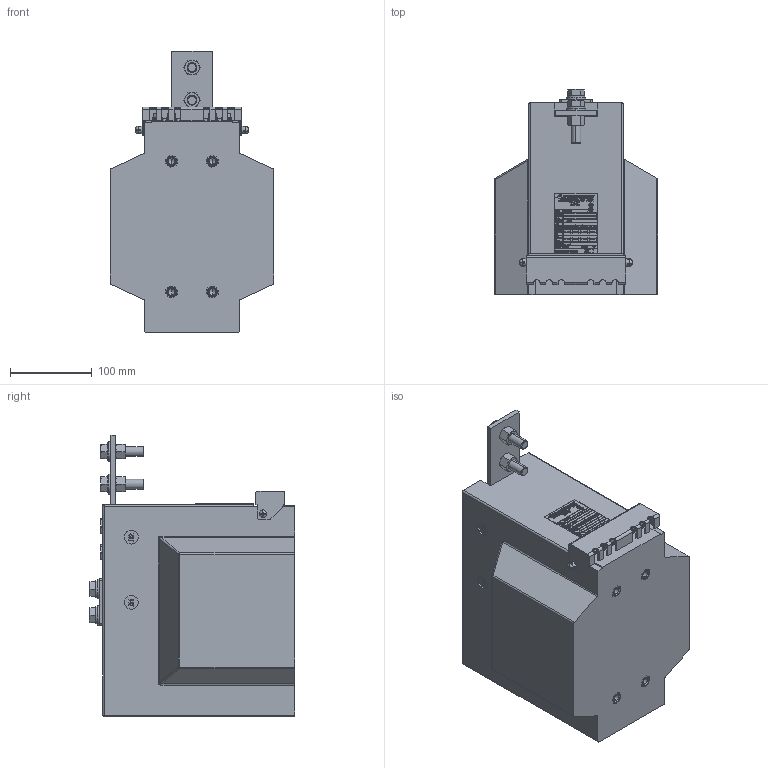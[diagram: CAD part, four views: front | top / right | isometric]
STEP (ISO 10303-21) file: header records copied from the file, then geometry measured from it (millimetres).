
FILE_DESCRIPTION (( 'STEP AP214' ), '1' );
FILE_NAME ('ﾒﾋﾊ-ﾑﾒ-10-ﾒﾋﾌ1 (5ﾀ-800ﾀ).STEP', '2023-05-31T07:14:27', ( '' ), ( '' ), 'SwSTEP 2.0', 'SolidWorks 2014', '' );
FILE_SCHEMA (( 'AUTOMOTIVE_DESIGN' ));
Length unit declared in the file: millimetre
Products named in the file (73): hex screw gradec_din; ÂÅÈÓ.754312.182À Òàáëè÷êà òåõíè÷åñêèõ äàííûõ ÒËÊ-ÑÒ__-00; plain washer hardened grade a_din; ÂÅÈÓ.754312.182À Òàáëè÷êà òåõíè÷åñêèõ äàííûõ ÒËÊ-ÑÒ_; curved spring lock washer_din; hex nut gradec_din_Hexagon Nut ISO 4034 - M12 - N; hex screw gradec_din_ISO 4018 - M12 x 45-NN; 屡扔.758181.002 妈眚 镫铎徼痤忸黜; ÂÅÈÓ.758472.005 Ãàéêà ñïåöèàëüíàÿ Ì10; ÂÅÈÓ.735314.006-01 Êðûøêà çàùèòíàÿ; hex nut gradec_din; plain washer hardened grade a_din_Washer DIN 125 - A 13 - 300HV; curved spring lock washer_din_Spring washer DIN 128 - A12; hex screw gradec_din_ISO 4018 - M12 x 25-NN; ÂÅÈÓ.758472.007 Ãàéêà; plain washer hardened grade a_din_Washer DIN 125 - A 6.4 - 300HV; curved spring lock washer_din_Spring washer DIN 128 - A6; hex screw gradec_din_ISO 4018 - M6 x 12-NN; 屡扔.757465.005 袜觐礤黜桕; 屡扔.758472.007 绵殛郷-01; íàêîíå÷êèê-òëì; 屡扔.757465.005 袜觐礤黜桕_-00; Êîðïóñ ÒËÌ-10-1 5-600À; Êîðïóñ ÒËÌ-10-1 5-600À_5-800€; ﾒﾋﾊ-ﾑﾒ-10-ﾒﾋﾌ1 (5ﾀ-800ﾀ)
Assembly tree (56 placements, depth 2):
  hex screw gradec_din
  plain washer hardened grade a_din
  ÂÅÈÓ.754312.182À Òàáëè÷êà òåõíè÷åñêèõ äàííûõ ÒËÊ-ÑÒ_
  curved spring lock washer_din
  plain washer hardened grade a_din
Bounding box: 200 x 251.55 x 344.8 mm (x, y, z)
Volume: 9306204.7 mm3; surface area: 406810.2 mm2
Topology: 56 solids, 56 shells, 4075 faces, 10495 edges, 6843 vertices
Faces by surface type: plane 2367, bspline 982, cylinder 371, cone 310, torus 40, sphere 5
Entity records: 185231 total; most frequent: CARTESIAN_POINT 77104, ORIENTED_EDGE 17938, DIRECTION 12291, EDGE_CURVE 8969, VECTOR 6391, LINE 6391, VERTEX_POINT 5933, EDGE_LOOP 3756
